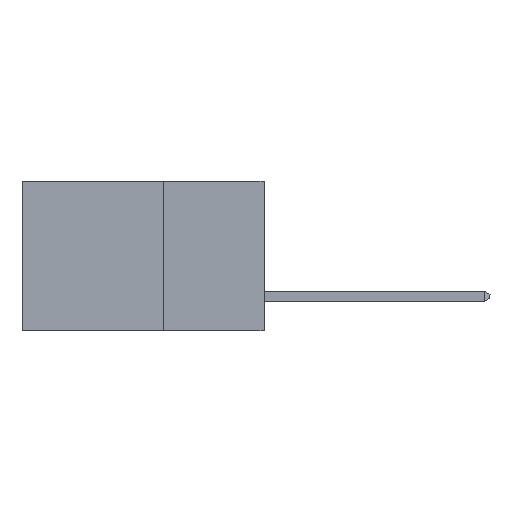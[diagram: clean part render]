
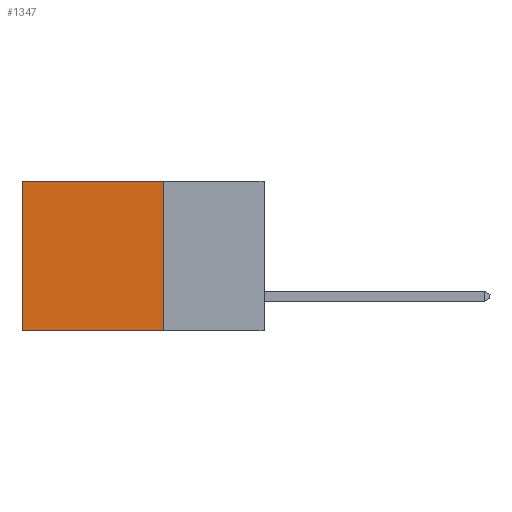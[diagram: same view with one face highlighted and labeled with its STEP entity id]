
A CAD part, left-side view. The second image highlights one B-rep face of the part: STEP entity #1347.
In plain terms, the highlighted planar face has unit normal (-1, 0, 0).
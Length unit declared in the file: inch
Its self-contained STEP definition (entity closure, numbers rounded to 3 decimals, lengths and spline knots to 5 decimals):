
#257 = LINE ( 'NONE', #3946, #5685 ) ;
#1347 = ADVANCED_FACE ( 'NONE', ( #5861 ), #6873, .F. ) ;
#1756 = DIRECTION ( 'NONE',  ( 0., 0., -1. ) ) ;
#1897 = CARTESIAN_POINT ( 'NONE',  ( 0.2615, 0.6, -0.37 ) ) ;
#2004 = EDGE_CURVE ( 'NONE', #2622, #10270, #9944, .T. ) ;
#2306 = VERTEX_POINT ( 'NONE', #1897 ) ;
#2611 = EDGE_LOOP ( 'NONE', ( #8775, #9643, #10662, #6999 ) ) ;
#2622 = VERTEX_POINT ( 'NONE', #8351 ) ;
#3276 = VERTEX_POINT ( 'NONE', #3583 ) ;
#3583 = CARTESIAN_POINT ( 'NONE',  ( 0.2615, 0.6, 0. ) ) ;
#3638 = VECTOR ( 'NONE', #8302, 39.37008 ) ;
#3735 = EDGE_CURVE ( 'NONE', #3276, #2306, #4981, .T. ) ;
#3946 = CARTESIAN_POINT ( 'NONE',  ( 0.2615, 0.25, 0. ) ) ;
#3998 = DIRECTION ( 'NONE',  ( 0., 1., 0. ) ) ;
#4119 = CARTESIAN_POINT ( 'NONE',  ( 0.2615, 0.6, -0.37 ) ) ;
#4981 = LINE ( 'NONE', #4119, #3638 ) ;
#5571 = DIRECTION ( 'NONE',  ( 0., 1., 0. ) ) ;
#5685 = VECTOR ( 'NONE', #3998, 39.37008 ) ;
#5861 = FACE_OUTER_BOUND ( 'NONE', #2611, .T. ) ;
#5964 = CARTESIAN_POINT ( 'NONE',  ( 0.2615, 0.25, -0.37 ) ) ;
#6554 = EDGE_CURVE ( 'NONE', #10270, #2306, #7190, .T. ) ;
#6850 = AXIS2_PLACEMENT_3D ( 'NONE', #5964, #10313, #1756 ) ;
#6873 = PLANE ( 'NONE',  #6850 ) ;
#6999 = ORIENTED_EDGE ( 'NONE', *, *, #8874, .T. ) ;
#7083 = VECTOR ( 'NONE', #5571, 39.37008 ) ;
#7190 = LINE ( 'NONE', #10592, #7083 ) ;
#7261 = CARTESIAN_POINT ( 'NONE',  ( 0.2615, 0.25, -0.37 ) ) ;
#7496 = CARTESIAN_POINT ( 'NONE',  ( 0.2615, 0.25, -0.37 ) ) ;
#8302 = DIRECTION ( 'NONE',  ( 0., 0., -1. ) ) ;
#8351 = CARTESIAN_POINT ( 'NONE',  ( 0.2615, 0.25, 0. ) ) ;
#8775 = ORIENTED_EDGE ( 'NONE', *, *, #3735, .T. ) ;
#8874 = EDGE_CURVE ( 'NONE', #2622, #3276, #257, .T. ) ;
#9088 = VECTOR ( 'NONE', #10906, 39.37008 ) ;
#9643 = ORIENTED_EDGE ( 'NONE', *, *, #6554, .F. ) ;
#9944 = LINE ( 'NONE', #7496, #9088 ) ;
#10270 = VERTEX_POINT ( 'NONE', #7261 ) ;
#10313 = DIRECTION ( 'NONE',  ( 1., 0., 0. ) ) ;
#10592 = CARTESIAN_POINT ( 'NONE',  ( 0.2615, 0.25, -0.37 ) ) ;
#10662 = ORIENTED_EDGE ( 'NONE', *, *, #2004, .F. ) ;
#10906 = DIRECTION ( 'NONE',  ( 0., 0., -1. ) ) ;
